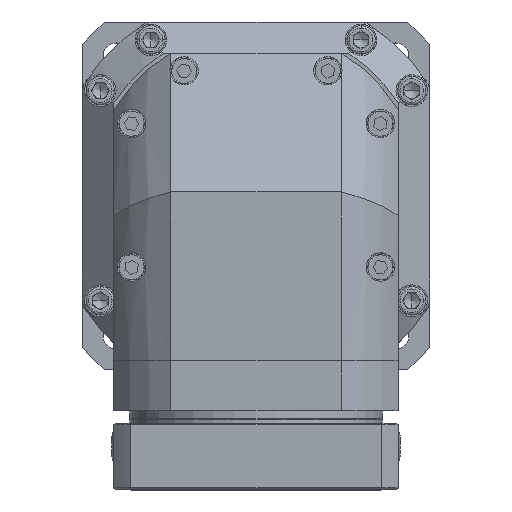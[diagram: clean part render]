
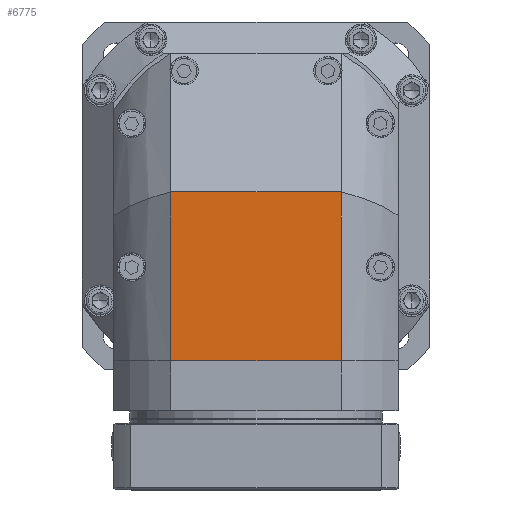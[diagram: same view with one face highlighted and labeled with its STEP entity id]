
A CAD part, top view. The second image highlights one B-rep face of the part: STEP entity #6775.
In plain terms, the highlighted planar face has unit normal (0, 0, 1).
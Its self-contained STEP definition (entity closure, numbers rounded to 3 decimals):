
#1576 = CARTESIAN_POINT ( 'NONE',  ( -90., -105., 194.5 ) ) ;
#1595 = EDGE_CURVE ( 'NONE', #11002, #13149, #6528, .T. ) ;
#1600 = CARTESIAN_POINT ( 'NONE',  ( -54.083, 2., 194.5 ) ) ;
#1625 = ORIENTED_EDGE ( 'NONE', *, *, #14720, .T. ) ;
#2497 = ORIENTED_EDGE ( 'NONE', *, *, #14673, .F. ) ;
#2766 = EDGE_CURVE ( 'NONE', #15135, #24973, #26166, .T. ) ;
#2796 = CARTESIAN_POINT ( 'NONE',  ( 54.083, 2., 194.5 ) ) ;
#3350 = VECTOR ( 'NONE', #27476, 1000. ) ;
#3744 = DIRECTION ( 'NONE',  ( 1., 0., 0. ) ) ;
#4454 = AXIS2_PLACEMENT_3D ( 'NONE', #11013, #6765, #21959 ) ;
#4592 = PLANE ( 'NONE',  #4454 ) ;
#6229 = FACE_OUTER_BOUND ( 'NONE', #18869, .T. ) ;
#6528 = LINE ( 'NONE', #21736, #12981 ) ;
#6550 = DIRECTION ( 'NONE',  ( 0., -1., 0. ) ) ;
#6765 = DIRECTION ( 'NONE',  ( 0., 0., -1. ) ) ;
#6775 = ADVANCED_FACE ( 'NONE', ( #6229 ), #4592, .F. ) ;
#8412 = VECTOR ( 'NONE', #3744, 1000. ) ;
#8826 = VECTOR ( 'NONE', #17438, 1000. ) ;
#11002 = VERTEX_POINT ( 'NONE', #2796 ) ;
#11013 = CARTESIAN_POINT ( 'NONE',  ( -90., -105., 194.5 ) ) ;
#11951 = CARTESIAN_POINT ( 'NONE',  ( -54.083, -105., 194.5 ) ) ;
#12981 = VECTOR ( 'NONE', #6550, 1000. ) ;
#13149 = VERTEX_POINT ( 'NONE', #17055 ) ;
#13920 = ORIENTED_EDGE ( 'NONE', *, *, #2766, .T. ) ;
#14673 = EDGE_CURVE ( 'NONE', #15135, #11002, #20652, .T. ) ;
#14720 = EDGE_CURVE ( 'NONE', #24973, #13149, #16260, .T. ) ;
#15135 = VERTEX_POINT ( 'NONE', #1600 ) ;
#16260 = LINE ( 'NONE', #1576, #8412 ) ;
#17055 = CARTESIAN_POINT ( 'NONE',  ( 54.083, -105., 194.5 ) ) ;
#17438 = DIRECTION ( 'NONE',  ( 0., -1., 0. ) ) ;
#18869 = EDGE_LOOP ( 'NONE', ( #13920, #1625, #23637, #2497 ) ) ;
#20652 = LINE ( 'NONE', #25276, #3350 ) ;
#21736 = CARTESIAN_POINT ( 'NONE',  ( 54.083, 90., 194.5 ) ) ;
#21959 = DIRECTION ( 'NONE',  ( -1., 0., 0. ) ) ;
#23637 = ORIENTED_EDGE ( 'NONE', *, *, #1595, .F. ) ;
#24085 = CARTESIAN_POINT ( 'NONE',  ( -54.083, 90., 194.5 ) ) ;
#24973 = VERTEX_POINT ( 'NONE', #11951 ) ;
#25276 = CARTESIAN_POINT ( 'NONE',  ( -90., 2., 194.5 ) ) ;
#26166 = LINE ( 'NONE', #24085, #8826 ) ;
#27476 = DIRECTION ( 'NONE',  ( 1., 0., 0. ) ) ;
